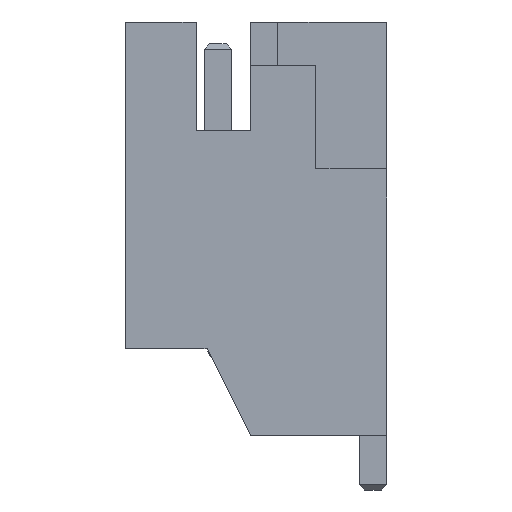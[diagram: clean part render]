
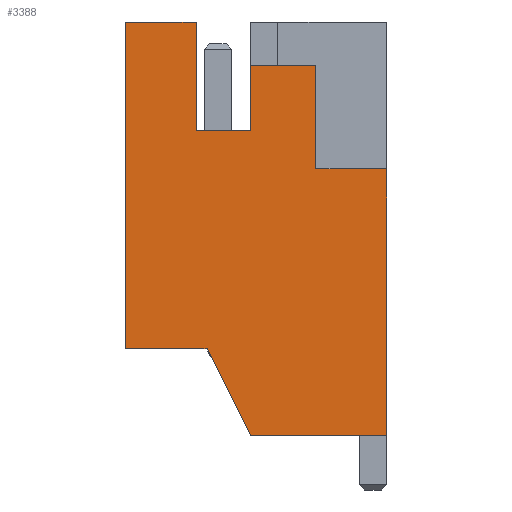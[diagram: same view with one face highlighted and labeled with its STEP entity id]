
A CAD part, left-side view. The second image highlights one B-rep face of the part: STEP entity #3388.
In plain terms, the highlighted planar face has unit normal (-1, 0, 0).
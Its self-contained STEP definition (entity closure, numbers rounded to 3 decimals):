
#102=FACE_OUTER_BOUND('',#288,.T.);
#288=EDGE_LOOP('',(#2319,#2320,#2321,#2322,#2323,#2324,#2325,#2326,#2327,
#2328,#2329,#2330));
#465=LINE('',#4691,#929);
#469=LINE('',#4698,#933);
#475=LINE('',#4712,#939);
#500=LINE('',#4761,#964);
#526=LINE('',#4813,#990);
#532=LINE('',#4824,#996);
#534=LINE('',#4828,#998);
#536=LINE('',#4831,#1000);
#537=LINE('',#4835,#1001);
#538=LINE('',#4837,#1002);
#539=LINE('',#4839,#1003);
#540=LINE('',#4840,#1004);
#929=VECTOR('',#3787,10.);
#933=VECTOR('',#3793,10.);
#939=VECTOR('',#3803,10.);
#964=VECTOR('',#3838,10.);
#990=VECTOR('',#3876,10.);
#996=VECTOR('',#3884,10.);
#998=VECTOR('',#3888,10.);
#1000=VECTOR('',#3892,10.);
#1001=VECTOR('',#3897,10.);
#1002=VECTOR('',#3898,10.);
#1003=VECTOR('',#3899,10.);
#1004=VECTOR('',#3900,10.);
#1393=VERTEX_POINT('',#4688);
#1394=VERTEX_POINT('',#4690);
#1396=VERTEX_POINT('',#4696);
#1402=VERTEX_POINT('',#4711);
#1421=VERTEX_POINT('',#4759);
#1440=VERTEX_POINT('',#4810);
#1441=VERTEX_POINT('',#4812);
#1445=VERTEX_POINT('',#4822);
#1446=VERTEX_POINT('',#4826);
#1447=VERTEX_POINT('',#4834);
#1448=VERTEX_POINT('',#4836);
#1449=VERTEX_POINT('',#4838);
#1713=EDGE_CURVE('',#1394,#1393,#465,.T.);
#1717=EDGE_CURVE('',#1393,#1396,#469,.T.);
#1723=EDGE_CURVE('',#1402,#1394,#475,.T.);
#1748=EDGE_CURVE('',#1396,#1421,#500,.T.);
#1774=EDGE_CURVE('',#1441,#1440,#526,.T.);
#1780=EDGE_CURVE('',#1440,#1445,#532,.T.);
#1782=EDGE_CURVE('',#1445,#1446,#534,.T.);
#1784=EDGE_CURVE('',#1446,#1402,#536,.T.);
#1785=EDGE_CURVE('',#1421,#1447,#537,.T.);
#1786=EDGE_CURVE('',#1447,#1448,#538,.T.);
#1787=EDGE_CURVE('',#1448,#1449,#539,.T.);
#1788=EDGE_CURVE('',#1449,#1441,#540,.T.);
#2319=ORIENTED_EDGE('',*,*,#1717,.T.);
#2320=ORIENTED_EDGE('',*,*,#1748,.T.);
#2321=ORIENTED_EDGE('',*,*,#1785,.T.);
#2322=ORIENTED_EDGE('',*,*,#1786,.T.);
#2323=ORIENTED_EDGE('',*,*,#1787,.T.);
#2324=ORIENTED_EDGE('',*,*,#1788,.T.);
#2325=ORIENTED_EDGE('',*,*,#1774,.T.);
#2326=ORIENTED_EDGE('',*,*,#1780,.T.);
#2327=ORIENTED_EDGE('',*,*,#1782,.T.);
#2328=ORIENTED_EDGE('',*,*,#1784,.T.);
#2329=ORIENTED_EDGE('',*,*,#1723,.T.);
#2330=ORIENTED_EDGE('',*,*,#1713,.T.);
#3218=PLANE('',#3582);
#3388=ADVANCED_FACE('',(#102),#3218,.T.);
#3582=AXIS2_PLACEMENT_3D('',#4833,#3895,#3896);
#3787=DIRECTION('',(0.,1.,0.));
#3793=DIRECTION('',(0.,0.,1.));
#3803=DIRECTION('',(0.,0.,-1.));
#3838=DIRECTION('',(0.,1.,0.));
#3876=DIRECTION('',(0.,0.,1.));
#3884=DIRECTION('',(0.,1.,0.));
#3888=DIRECTION('',(0.,0.,1.));
#3892=DIRECTION('',(0.,1.,0.));
#3895=DIRECTION('center_axis',(-1.,0.,0.));
#3896=DIRECTION('ref_axis',(0.,0.,1.));
#3897=DIRECTION('',(0.,0.,-1.));
#3898=DIRECTION('',(0.,-1.,0.));
#3899=DIRECTION('',(0.,-0.447,-0.894));
#3900=DIRECTION('',(0.,-1.,0.));
#4688=CARTESIAN_POINT('',(-5.95,3.5,-2.));
#4690=CARTESIAN_POINT('',(-5.95,2.5,-2.));
#4691=CARTESIAN_POINT('',(-5.95,2.95,-2.));
#4696=CARTESIAN_POINT('',(-5.95,3.5,0.));
#4698=CARTESIAN_POINT('',(-5.95,3.5,-1.5));
#4711=CARTESIAN_POINT('',(-5.95,2.5,-0.8));
#4712=CARTESIAN_POINT('',(-5.95,2.5,-2.5));
#4759=CARTESIAN_POINT('',(-5.95,4.8,0.));
#4761=CARTESIAN_POINT('',(-5.95,0.,0.));
#4810=CARTESIAN_POINT('',(-5.95,0.,-2.7));
#4812=CARTESIAN_POINT('',(-5.95,0.,-7.6));
#4813=CARTESIAN_POINT('',(-5.95,0.,-7.6));
#4822=CARTESIAN_POINT('',(-5.95,1.3,-2.7));
#4824=CARTESIAN_POINT('',(-5.95,1.85,-2.7));
#4826=CARTESIAN_POINT('',(-5.95,1.3,-0.8));
#4828=CARTESIAN_POINT('',(-5.95,1.3,-1.9));
#4831=CARTESIAN_POINT('',(-5.95,2.45,-0.8));
#4833=CARTESIAN_POINT('Origin',(-5.95,2.4,-3.));
#4834=CARTESIAN_POINT('',(-5.95,4.8,-6.));
#4835=CARTESIAN_POINT('',(-5.95,4.8,0.));
#4836=CARTESIAN_POINT('',(-5.95,3.3,-6.));
#4837=CARTESIAN_POINT('',(-5.95,4.8,-6.));
#4838=CARTESIAN_POINT('',(-5.95,2.5,-7.6));
#4839=CARTESIAN_POINT('',(-5.95,3.3,-6.));
#4840=CARTESIAN_POINT('',(-5.95,2.5,-7.6));
